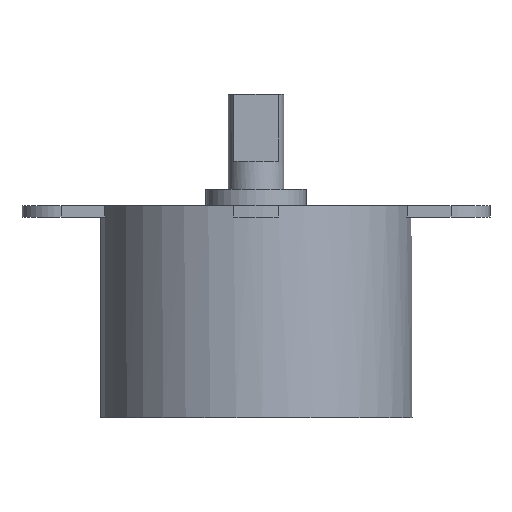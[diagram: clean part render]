
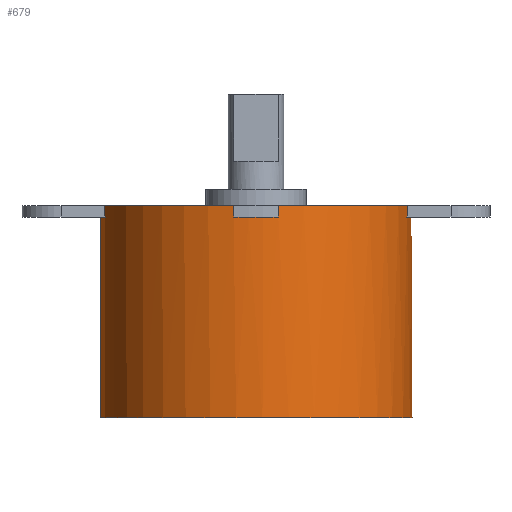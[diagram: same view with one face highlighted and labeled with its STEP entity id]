
A CAD part, front view. The second image highlights one B-rep face of the part: STEP entity #679.
In plain terms, the highlighted cylindrical face has radius 14 mm (diameter 28 mm), a full revolution.
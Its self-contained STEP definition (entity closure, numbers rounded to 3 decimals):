
#679=ADVANCED_FACE('',(#835,#836),#837,.T.);
#835=FACE_OUTER_BOUND('',#1157,.T.);
#836=FACE_OUTER_BOUND('',#1158,.T.);
#837=CYLINDRICAL_SURFACE('',#1159,14.0);
#1157=EDGE_LOOP('',(#1519));
#1158=EDGE_LOOP('',(#1520,#1521,#1522,#1523,#1524,#1525,#1526,#1527,#1528,#1529,#1530,#1531,#1532,#1533,#1534,#1535));
#1159=AXIS2_PLACEMENT_3D('',#1536,#1537,#1538);
#1519=ORIENTED_EDGE('',*,*,#2588,.T.);
#1520=ORIENTED_EDGE('',*,*,#2603,.F.);
#1521=ORIENTED_EDGE('',*,*,#2604,.T.);
#1522=ORIENTED_EDGE('',*,*,#2605,.F.);
#1523=ORIENTED_EDGE('',*,*,#2606,.F.);
#1524=ORIENTED_EDGE('',*,*,#2607,.T.);
#1525=ORIENTED_EDGE('',*,*,#2608,.F.);
#1526=ORIENTED_EDGE('',*,*,#2609,.F.);
#1527=ORIENTED_EDGE('',*,*,#2610,.F.);
#1528=ORIENTED_EDGE('',*,*,#2611,.T.);
#1529=ORIENTED_EDGE('',*,*,#2612,.F.);
#1530=ORIENTED_EDGE('',*,*,#2613,.F.);
#1531=ORIENTED_EDGE('',*,*,#2614,.F.);
#1532=ORIENTED_EDGE('',*,*,#2615,.T.);
#1533=ORIENTED_EDGE('',*,*,#2616,.F.);
#1534=ORIENTED_EDGE('',*,*,#2617,.F.);
#1535=ORIENTED_EDGE('',*,*,#2618,.F.);
#1536=CARTESIAN_POINT('',(0.0,0.0,19.0));
#1537=DIRECTION('',(0.0,0.0,-1.0));
#1538=DIRECTION('',(-1.0,0.0,0.0));
#2588=EDGE_CURVE('',#2951,#2951,#2952,.T.);
#2603=EDGE_CURVE('',#2980,#2981,#2982,.T.);
#2604=EDGE_CURVE('',#2980,#2983,#2984,.T.);
#2605=EDGE_CURVE('',#2985,#2983,#2986,.T.);
#2606=EDGE_CURVE('',#2987,#2985,#2988,.F.);
#2607=EDGE_CURVE('',#2987,#2989,#2990,.T.);
#2608=EDGE_CURVE('',#2991,#2989,#2992,.T.);
#2609=EDGE_CURVE('',#2993,#2991,#2994,.T.);
#2610=EDGE_CURVE('',#2995,#2993,#2996,.F.);
#2611=EDGE_CURVE('',#2995,#2997,#2998,.T.);
#2612=EDGE_CURVE('',#2999,#2997,#3000,.T.);
#2613=EDGE_CURVE('',#3001,#2999,#3002,.T.);
#2614=EDGE_CURVE('',#3003,#3001,#3004,.F.);
#2615=EDGE_CURVE('',#3003,#3005,#3006,.T.);
#2616=EDGE_CURVE('',#3007,#3005,#3008,.T.);
#2617=EDGE_CURVE('',#3009,#3007,#3010,.T.);
#2618=EDGE_CURVE('',#2981,#3009,#3011,.T.);
#2951=VERTEX_POINT('',#3543);
#2952=CIRCLE('',#3544,14.0);
#2980=VERTEX_POINT('',#3582);
#2981=VERTEX_POINT('',#3583);
#2982=CIRCLE('',#3584,14.);
#2983=VERTEX_POINT('',#3585);
#2984=LINE('',#3586,#3587);
#2985=VERTEX_POINT('',#3588);
#2986=CIRCLE('',#3589,14.0);
#2987=VERTEX_POINT('',#3590);
#2988=LINE('',#3591,#3592);
#2989=VERTEX_POINT('',#3593);
#2990=CIRCLE('',#3594,14.0);
#2991=VERTEX_POINT('',#3595);
#2992=LINE('',#3596,#3597);
#2993=VERTEX_POINT('',#3598);
#2994=CIRCLE('',#3599,14.0);
#2995=VERTEX_POINT('',#3600);
#2996=LINE('',#3601,#3602);
#2997=VERTEX_POINT('',#3603);
#2998=CIRCLE('',#3604,14.0);
#2999=VERTEX_POINT('',#3605);
#3000=LINE('',#3606,#3607);
#3001=VERTEX_POINT('',#3608);
#3002=CIRCLE('',#3609,14.0);
#3003=VERTEX_POINT('',#3610);
#3004=LINE('',#3611,#3612);
#3005=VERTEX_POINT('',#3613);
#3006=CIRCLE('',#3614,14.0);
#3007=VERTEX_POINT('',#3615);
#3008=LINE('',#3616,#3617);
#3009=VERTEX_POINT('',#3618);
#3010=CIRCLE('',#3619,14.0);
#3011=LINE('',#3620,#3621);
#3543=CARTESIAN_POINT('',(14.0,0.0,0.0));
#3544=AXIS2_PLACEMENT_3D('',#4319,#4320,#4321);
#3582=CARTESIAN_POINT('',(-2.0,-13.856,18.));
#3583=CARTESIAN_POINT('',(2.,-13.856,18.));
#3584=AXIS2_PLACEMENT_3D('',#4344,#4345,#4346);
#3585=CARTESIAN_POINT('',(-2.0,-13.856,19.));
#3586=CARTESIAN_POINT('',(-2.0,-13.856,18.));
#3587=VECTOR('',#4347,1.0);
#3588=CARTESIAN_POINT('',(-13.555,-3.5,19.));
#3589=AXIS2_PLACEMENT_3D('',#4348,#4349,#4350);
#3590=CARTESIAN_POINT('',(-13.555,-3.5,18.));
#3591=CARTESIAN_POINT('',(-13.555,-3.5,19.0));
#3592=VECTOR('',#4351,1.0);
#3593=CARTESIAN_POINT('',(-13.555,3.5,18.));
#3594=AXIS2_PLACEMENT_3D('',#4352,#4353,#4354);
#3595=CARTESIAN_POINT('',(-13.555,3.5,19.));
#3596=CARTESIAN_POINT('',(-13.555,3.5,19.0));
#3597=VECTOR('',#4355,1.0);
#3598=CARTESIAN_POINT('',(-7.3,11.946,19.));
#3599=AXIS2_PLACEMENT_3D('',#4356,#4357,#4358);
#3600=CARTESIAN_POINT('',(-7.3,11.946,18.));
#3601=CARTESIAN_POINT('',(-7.3,11.946,19.0));
#3602=VECTOR('',#4359,1.0);
#3603=CARTESIAN_POINT('',(7.3,11.946,18.));
#3604=AXIS2_PLACEMENT_3D('',#4360,#4361,#4362);
#3605=CARTESIAN_POINT('',(7.3,11.946,19.));
#3606=CARTESIAN_POINT('',(7.3,11.946,19.0));
#3607=VECTOR('',#4363,1.0);
#3608=CARTESIAN_POINT('',(13.555,3.5,19.));
#3609=AXIS2_PLACEMENT_3D('',#4364,#4365,#4366);
#3610=CARTESIAN_POINT('',(13.555,3.5,18.));
#3611=CARTESIAN_POINT('',(13.555,3.5,19.0));
#3612=VECTOR('',#4367,1.0);
#3613=CARTESIAN_POINT('',(13.555,-3.5,18.));
#3614=AXIS2_PLACEMENT_3D('',#4368,#4369,#4370);
#3615=CARTESIAN_POINT('',(13.555,-3.5,19.));
#3616=CARTESIAN_POINT('',(13.555,-3.5,19.0));
#3617=VECTOR('',#4371,1.0);
#3618=CARTESIAN_POINT('',(2.,-13.856,19.));
#3619=AXIS2_PLACEMENT_3D('',#4372,#4373,#4374);
#3620=CARTESIAN_POINT('',(2.,-13.856,18.));
#3621=VECTOR('',#4375,1.0);
#4319=CARTESIAN_POINT('',(0.0,0.0,0.0));
#4320=DIRECTION('',(0.0,0.0,1.0));
#4321=DIRECTION('',(1.0,0.0,0.0));
#4344=CARTESIAN_POINT('',(0.,0.,18.));
#4345=DIRECTION('',(0.0,0.0,1.0));
#4346=DIRECTION('',(-1.0,0.0,0.0));
#4347=DIRECTION('',(0.0,0.0,1.0));
#4348=CARTESIAN_POINT('',(0.0,0.0,19.0));
#4349=DIRECTION('',(0.0,0.0,1.0));
#4350=DIRECTION('',(1.0,0.0,0.0));
#4351=DIRECTION('',(0.0,0.0,-1.0));
#4352=CARTESIAN_POINT('',(0.0,0.0,18.));
#4353=DIRECTION('',(0.0,0.0,-1.0));
#4354=DIRECTION('',(-1.0,0.0,0.0));
#4355=DIRECTION('',(0.0,0.0,-1.0));
#4356=CARTESIAN_POINT('',(0.0,0.0,19.0));
#4357=DIRECTION('',(0.0,0.0,1.0));
#4358=DIRECTION('',(1.0,0.0,0.0));
#4359=DIRECTION('',(0.0,0.0,-1.0));
#4360=CARTESIAN_POINT('',(0.0,0.0,18.));
#4361=DIRECTION('',(0.0,0.0,-1.0));
#4362=DIRECTION('',(-1.0,0.0,0.0));
#4363=DIRECTION('',(0.0,0.0,-1.0));
#4364=CARTESIAN_POINT('',(0.0,0.0,19.0));
#4365=DIRECTION('',(0.0,0.0,1.0));
#4366=DIRECTION('',(1.0,0.0,0.0));
#4367=DIRECTION('',(0.0,0.0,-1.0));
#4368=CARTESIAN_POINT('',(0.0,0.0,18.));
#4369=DIRECTION('',(0.0,0.0,-1.0));
#4370=DIRECTION('',(-1.0,0.0,0.0));
#4371=DIRECTION('',(0.0,0.0,-1.0));
#4372=CARTESIAN_POINT('',(0.0,0.0,19.0));
#4373=DIRECTION('',(0.0,0.0,1.0));
#4374=DIRECTION('',(1.0,0.0,0.0));
#4375=DIRECTION('',(0.0,0.0,1.0));
